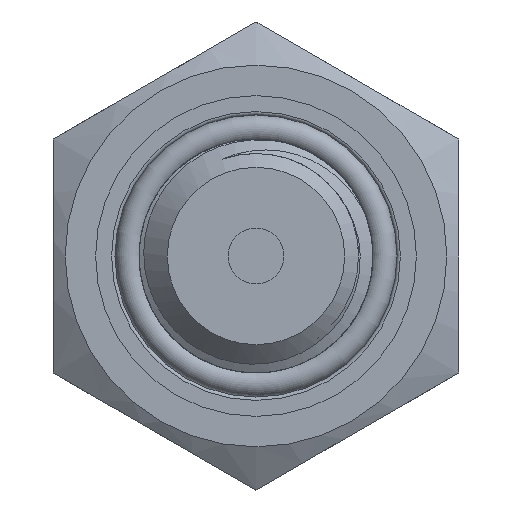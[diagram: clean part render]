
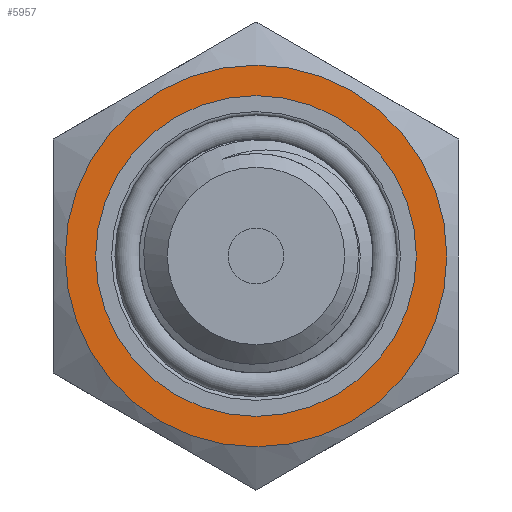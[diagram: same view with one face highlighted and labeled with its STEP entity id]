
A CAD part, left-side view. The second image highlights one B-rep face of the part: STEP entity #5957.
In plain terms, the highlighted planar face has unit normal (-1, 0, 0).
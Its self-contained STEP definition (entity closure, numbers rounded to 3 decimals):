
#326=FACE_BOUND('',#1054,.T.);
#362=PLANE('',#6167);
#688=FACE_OUTER_BOUND('',#1053,.T.);
#1053=EDGE_LOOP('',(#5438));
#1054=EDGE_LOOP('',(#5439));
#1141=CIRCLE('',#6147,11.3);
#1149=CIRCLE('',#6166,9.5);
#2819=VERTEX_POINT('',#13937);
#2838=VERTEX_POINT('',#15506);
#3680=EDGE_CURVE('',#2819,#2819,#1141,.T.);
#3714=EDGE_CURVE('',#2838,#2838,#1149,.T.);
#5438=ORIENTED_EDGE('',*,*,#3680,.T.);
#5439=ORIENTED_EDGE('',*,*,#3714,.T.);
#5957=ADVANCED_FACE('',(#688,#326),#362,.T.);
#6147=AXIS2_PLACEMENT_3D('',#13938,#6741,#6742);
#6166=AXIS2_PLACEMENT_3D('',#15507,#6788,#6789);
#6167=AXIS2_PLACEMENT_3D('',#15509,#6791,#6792);
#6741=DIRECTION('center_axis',(-1.,0.,0.));
#6742=DIRECTION('ref_axis',(0.,1.,0.));
#6788=DIRECTION('center_axis',(1.,0.,0.));
#6789=DIRECTION('ref_axis',(0.,0.,-1.));
#6791=DIRECTION('center_axis',(-1.,0.,0.));
#6792=DIRECTION('ref_axis',(0.,0.,1.));
#13937=CARTESIAN_POINT('',(14.,-11.3,0.));
#13938=CARTESIAN_POINT('Origin',(14.,0.,0.));
#15506=CARTESIAN_POINT('',(14.,-9.5,0.));
#15507=CARTESIAN_POINT('Origin',(14.,0.,0.));
#15509=CARTESIAN_POINT('Origin',(14.,12.,0.));
